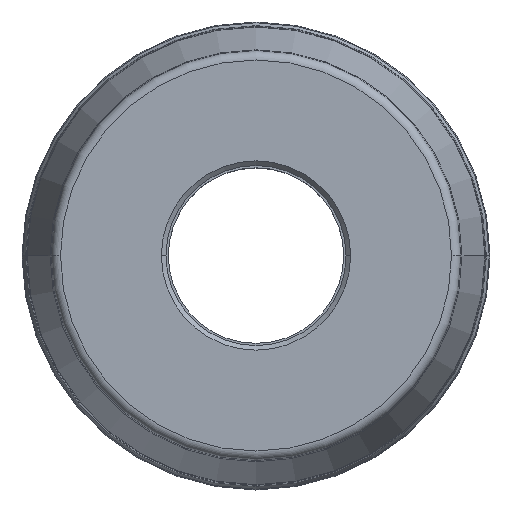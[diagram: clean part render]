
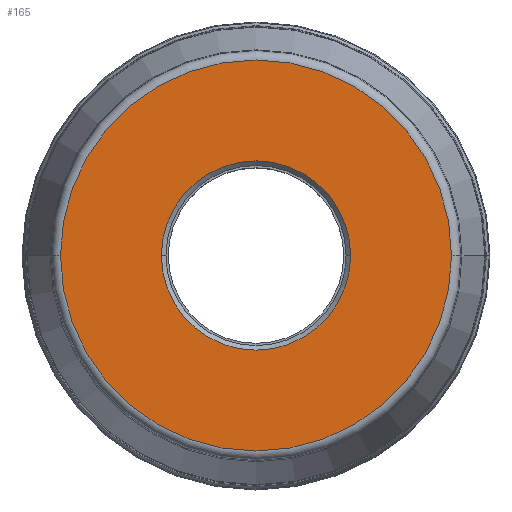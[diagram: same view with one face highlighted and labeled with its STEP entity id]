
A CAD part, top view. The second image highlights one B-rep face of the part: STEP entity #165.
In plain terms, the highlighted planar face has unit normal (0, 0, 1).
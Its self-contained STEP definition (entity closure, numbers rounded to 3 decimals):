
#69=PLANE('',#1628);
#78=FACE_BOUND('',#338,.T.);
#79=FACE_BOUND('',#339,.T.);
#165=ADVANCED_FACE('',(#78,#79),#69,.F.);
#338=EDGE_LOOP('',(#602,#603,#604,#605));
#339=EDGE_LOOP('',(#606,#607,#608,#609));
#602=ORIENTED_EDGE('',*,*,#1016,.F.);
#603=ORIENTED_EDGE('',*,*,#1020,.F.);
#604=ORIENTED_EDGE('',*,*,#1019,.T.);
#605=ORIENTED_EDGE('',*,*,#1017,.T.);
#606=ORIENTED_EDGE('',*,*,#1021,.T.);
#607=ORIENTED_EDGE('',*,*,#1022,.T.);
#608=ORIENTED_EDGE('',*,*,#1023,.T.);
#609=ORIENTED_EDGE('',*,*,#1024,.T.);
#846=VERTEX_POINT('',#2524);
#847=VERTEX_POINT('',#2526);
#848=VERTEX_POINT('',#2528);
#849=VERTEX_POINT('',#2532);
#850=VERTEX_POINT('',#2536);
#851=VERTEX_POINT('',#2537);
#852=VERTEX_POINT('',#2539);
#853=VERTEX_POINT('',#2541);
#1016=EDGE_CURVE('',#846,#847,#1203,.T.);
#1017=EDGE_CURVE('',#848,#847,#1204,.T.);
#1019=EDGE_CURVE('',#849,#848,#1206,.T.);
#1020=EDGE_CURVE('',#849,#846,#1207,.T.);
#1021=EDGE_CURVE('',#850,#851,#1208,.T.);
#1022=EDGE_CURVE('',#851,#852,#1209,.T.);
#1023=EDGE_CURVE('',#852,#853,#1210,.T.);
#1024=EDGE_CURVE('',#853,#850,#1211,.T.);
#1203=CIRCLE('',#1617,42.45);
#1204=CIRCLE('',#1618,42.45);
#1206=CIRCLE('',#1621,42.45);
#1207=CIRCLE('',#1622,42.45);
#1208=CIRCLE('',#1624,20.55);
#1209=CIRCLE('',#1625,20.55);
#1210=CIRCLE('',#1626,20.55);
#1211=CIRCLE('',#1627,20.55);
#1617=AXIS2_PLACEMENT_3D('',#2525,#2052,#2053);
#1618=AXIS2_PLACEMENT_3D('',#2527,#2054,#2055);
#1621=AXIS2_PLACEMENT_3D('',#2531,#2060,#2061);
#1622=AXIS2_PLACEMENT_3D('',#2533,#2062,#2063);
#1624=AXIS2_PLACEMENT_3D('',#2535,#2066,#2067);
#1625=AXIS2_PLACEMENT_3D('',#2538,#2068,#2069);
#1626=AXIS2_PLACEMENT_3D('',#2540,#2070,#2071);
#1627=AXIS2_PLACEMENT_3D('',#2542,#2072,#2073);
#1628=AXIS2_PLACEMENT_3D('',#2543,#2074,#2075);
#2052=DIRECTION('',(0.,0.,-1.));
#2053=DIRECTION('',(-1.,0.,0.));
#2054=DIRECTION('',(0.,0.,1.));
#2055=DIRECTION('',(1.,0.,0.));
#2060=DIRECTION('',(0.,0.,1.));
#2061=DIRECTION('',(1.,0.,0.));
#2062=DIRECTION('',(0.,0.,-1.));
#2063=DIRECTION('',(-1.,0.,0.));
#2066=DIRECTION('',(0.,0.,-1.));
#2067=DIRECTION('',(0.,1.,0.));
#2068=DIRECTION('',(0.,0.,-1.));
#2069=DIRECTION('',(1.,0.,0.));
#2070=DIRECTION('',(0.,0.,-1.));
#2071=DIRECTION('',(0.,-1.,0.));
#2072=DIRECTION('',(0.,0.,-1.));
#2073=DIRECTION('',(-1.,0.,0.));
#2074=DIRECTION('',(0.,0.,-1.));
#2075=DIRECTION('',(1.,0.,0.));
#2524=CARTESIAN_POINT('',(-42.45,0.,0.));
#2525=CARTESIAN_POINT('',(0.,0.,0.));
#2526=CARTESIAN_POINT('',(-42.45,0.021,0.));
#2527=CARTESIAN_POINT('',(0.,0.,0.));
#2528=CARTESIAN_POINT('',(42.45,0.,0.));
#2531=CARTESIAN_POINT('',(0.,0.,0.));
#2532=CARTESIAN_POINT('',(42.45,-0.021,0.));
#2533=CARTESIAN_POINT('',(0.,0.,0.));
#2535=CARTESIAN_POINT('',(0.,0.,0.));
#2536=CARTESIAN_POINT('',(0.,20.55,0.));
#2537=CARTESIAN_POINT('',(20.55,0.,0.));
#2538=CARTESIAN_POINT('',(0.,0.,0.));
#2539=CARTESIAN_POINT('',(0.,-20.55,0.));
#2540=CARTESIAN_POINT('',(0.,0.,0.));
#2541=CARTESIAN_POINT('',(-20.55,0.,0.));
#2542=CARTESIAN_POINT('',(0.,0.,0.));
#2543=CARTESIAN_POINT('',(0.,0.,0.));
